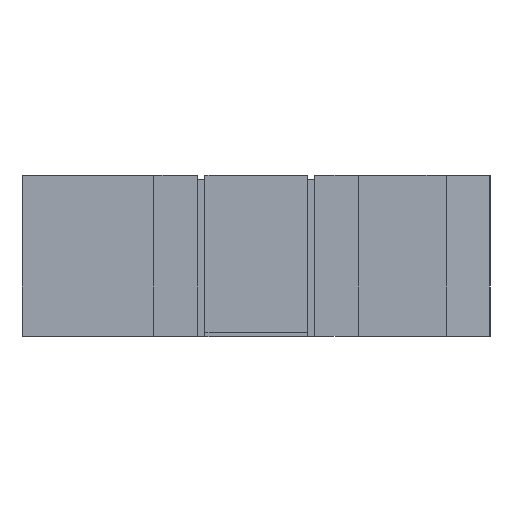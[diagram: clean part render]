
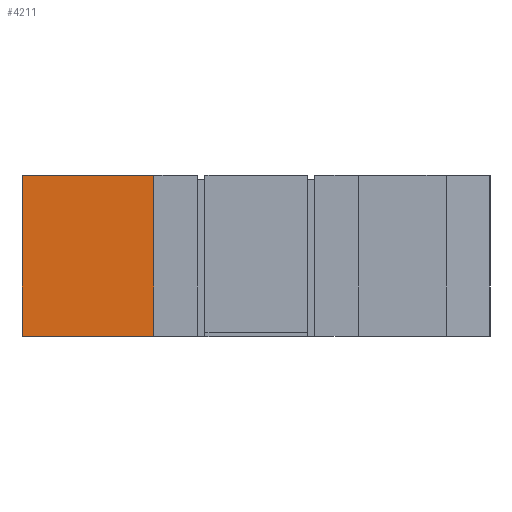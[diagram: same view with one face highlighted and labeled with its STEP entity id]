
A CAD part, left-side view. The second image highlights one B-rep face of the part: STEP entity #4211.
In plain terms, the highlighted planar face has unit normal (-1, 0, 0).
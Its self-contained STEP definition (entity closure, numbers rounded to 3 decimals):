
#200 = ORIENTED_EDGE ( 'NONE', *, *, #5105, .T. ) ;
#230 = EDGE_CURVE ( 'NONE', #961, #9324, #3128, .T. ) ;
#619 = EDGE_LOOP ( 'NONE', ( #200, #18026, #1594, #4250 ) ) ;
#725 = CARTESIAN_POINT ( 'NONE',  ( -11., 8., 0. ) ) ;
#765 = DIRECTION ( 'NONE',  ( 0., 1., 0. ) ) ;
#961 = VERTEX_POINT ( 'NONE', #5178 ) ;
#1594 = ORIENTED_EDGE ( 'NONE', *, *, #14763, .F. ) ;
#2615 = VERTEX_POINT ( 'NONE', #17560 ) ;
#3128 = LINE ( 'NONE', #14838, #16858 ) ;
#3667 = CARTESIAN_POINT ( 'NONE',  ( -11., 8., 0. ) ) ;
#3750 = LINE ( 'NONE', #15630, #16462 ) ;
#4211 = ADVANCED_FACE ( 'NONE', ( #9853 ), #15719, .F. ) ;
#4250 = ORIENTED_EDGE ( 'NONE', *, *, #230, .T. ) ;
#5105 = EDGE_CURVE ( 'NONE', #9324, #8447, #3750, .T. ) ;
#5178 = CARTESIAN_POINT ( 'NONE',  ( -11., 3.5, 0. ) ) ;
#7561 = CARTESIAN_POINT ( 'NONE',  ( -11., 8., 0. ) ) ;
#8447 = VERTEX_POINT ( 'NONE', #10932 ) ;
#8975 = DIRECTION ( 'NONE',  ( 1., 0., 0. ) ) ;
#9324 = VERTEX_POINT ( 'NONE', #16578 ) ;
#9359 = DIRECTION ( 'NONE',  ( 0., 1., 0. ) ) ;
#9366 = VECTOR ( 'NONE', #9359, 1000. ) ;
#9446 = LINE ( 'NONE', #725, #9366 ) ;
#9853 = FACE_OUTER_BOUND ( 'NONE', #619, .T. ) ;
#9870 = DIRECTION ( 'NONE',  ( 0., 0., 1. ) ) ;
#10416 = DIRECTION ( 'NONE',  ( 0., 0., -1. ) ) ;
#10932 = CARTESIAN_POINT ( 'NONE',  ( -11., 8., 5.5 ) ) ;
#13655 = VECTOR ( 'NONE', #9870, 1000. ) ;
#14018 = LINE ( 'NONE', #3667, #13655 ) ;
#14744 = DIRECTION ( 'NONE',  ( 0., 0., 1. ) ) ;
#14763 = EDGE_CURVE ( 'NONE', #961, #2615, #9446, .T. ) ;
#14838 = CARTESIAN_POINT ( 'NONE',  ( -11., 3.5, 0. ) ) ;
#15630 = CARTESIAN_POINT ( 'NONE',  ( -11., 8., 5.5 ) ) ;
#15719 = PLANE ( 'NONE',  #17968 ) ;
#16462 = VECTOR ( 'NONE', #765, 1000. ) ;
#16578 = CARTESIAN_POINT ( 'NONE',  ( -11., 3.5, 5.5 ) ) ;
#16858 = VECTOR ( 'NONE', #14744, 1000. ) ;
#17080 = EDGE_CURVE ( 'NONE', #2615, #8447, #14018, .T. ) ;
#17560 = CARTESIAN_POINT ( 'NONE',  ( -11., 8., 0. ) ) ;
#17968 = AXIS2_PLACEMENT_3D ( 'NONE', #7561, #8975, #10416 ) ;
#18026 = ORIENTED_EDGE ( 'NONE', *, *, #17080, .F. ) ;
